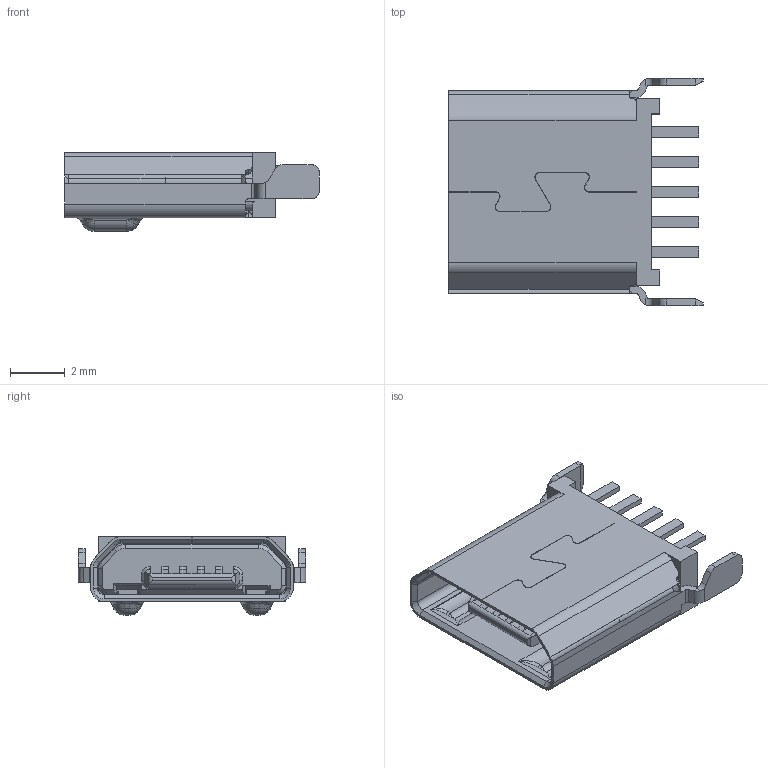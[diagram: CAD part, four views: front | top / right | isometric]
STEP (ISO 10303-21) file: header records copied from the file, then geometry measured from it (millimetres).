
FILE_DESCRIPTION(('CoCreate Modeling STEP Export'),'2;1');
FILE_NAME('40-010102010-409 5P直立式插板式脚位8.05.stp','2017-09-30T15:29:16',(''),(''),'CoCreate Modeling STEP processor for AP214 (Solid Model)','CoCreate Modeling 16.00 13-May-2008 (C) Parametric Technology GmbH','');
FILE_SCHEMA(('AUTOMOTIVE_DESIGN { 1 0 10303 214 1 1 1 1 }'));
Length unit declared in the file: millimetre
Products named in the file (7): LAYER.6; Skin_Group1; LAYER.5; LAYER.2; LAYER.3; LAYER.4; LAYER
Assembly tree (6 placements, depth 2):
  LAYER
    LAYER.4
    LAYER.3
    LAYER.2
    LAYER.5
    Skin_Group1
    LAYER.6
Bounding box: 9.3 x 8.3 x 2.88 mm (x, y, z)
Volume: 79.4 mm3; surface area: 415.9 mm2
Topology: 1 solids, 1 shells, 631 faces, 1694 edges, 1066 vertices
Faces by surface type: plane 396, cylinder 130, bspline 83, cone 22
Entity records: 27031 total; most frequent: CARTESIAN_POINT 11676, ORIENTED_EDGE 3360, DIRECTION 2876, EDGE_CURVE 1680, VECTOR 1218, LINE 1218, VERTEX_POINT 1065, AXIS2_PLACEMENT_3D 829
